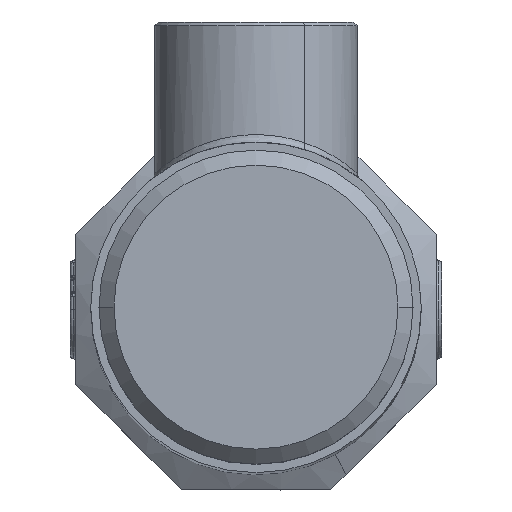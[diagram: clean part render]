
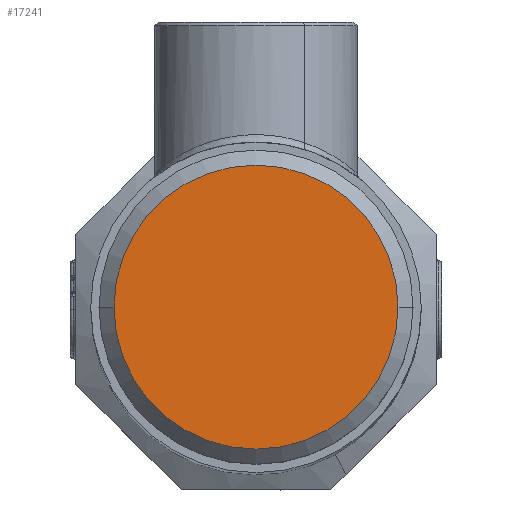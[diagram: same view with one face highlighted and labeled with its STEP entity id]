
A CAD part, top view. The second image highlights one B-rep face of the part: STEP entity #17241.
In plain terms, the highlighted planar face has unit normal (0, 0, 1).
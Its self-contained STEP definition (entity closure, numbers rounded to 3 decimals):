
#17218=CARTESIAN_POINT('Axis2P3D Location',(0.,0.,197.)) ;
#17223=CARTESIAN_POINT('Axis2P3D Location',(0.,0.,197.)) ;
#17227=CARTESIAN_POINT('Vertex',(-18.9,0.,197.)) ;
#17229=CARTESIAN_POINT('Vertex',(18.9,0.,197.)) ;
#17232=CARTESIAN_POINT('Axis2P3D Location',(0.,0.,197.)) ;
#17219=DIRECTION('Axis2P3D Direction',(0.,0.,1.)) ;
#17220=DIRECTION('Axis2P3D XDirection',(1.,0.,0.)) ;
#17224=DIRECTION('Axis2P3D Direction',(0.,0.,1.)) ;
#17233=DIRECTION('Axis2P3D Direction',(0.,0.,1.)) ;
#17221=AXIS2_PLACEMENT_3D('Plane Axis2P3D',#17218,#17219,#17220) ;
#17225=AXIS2_PLACEMENT_3D('Circle Axis2P3D',#17223,#17224,$) ;
#17234=AXIS2_PLACEMENT_3D('Circle Axis2P3D',#17232,#17233,$) ;
#17238=ORIENTED_EDGE('',*,*,#17231,.T.) ;
#17239=ORIENTED_EDGE('',*,*,#17236,.T.) ;
#17241=ADVANCED_FACE('PartBody',(#17240),#17222,.T.) ;
#17226=CIRCLE('generated circle',#17225,18.9) ;
#17235=CIRCLE('generated circle',#17234,18.9) ;
#17231=EDGE_CURVE('',#17228,#17230,#17226,.T.) ;
#17236=EDGE_CURVE('',#17230,#17228,#17235,.T.) ;
#17237=EDGE_LOOP('',(#17238,#17239)) ;
#17240=FACE_OUTER_BOUND('',#17237,.T.) ;
#17222=PLANE('',#17221) ;
#17228=VERTEX_POINT('',#17227) ;
#17230=VERTEX_POINT('',#17229) ;
